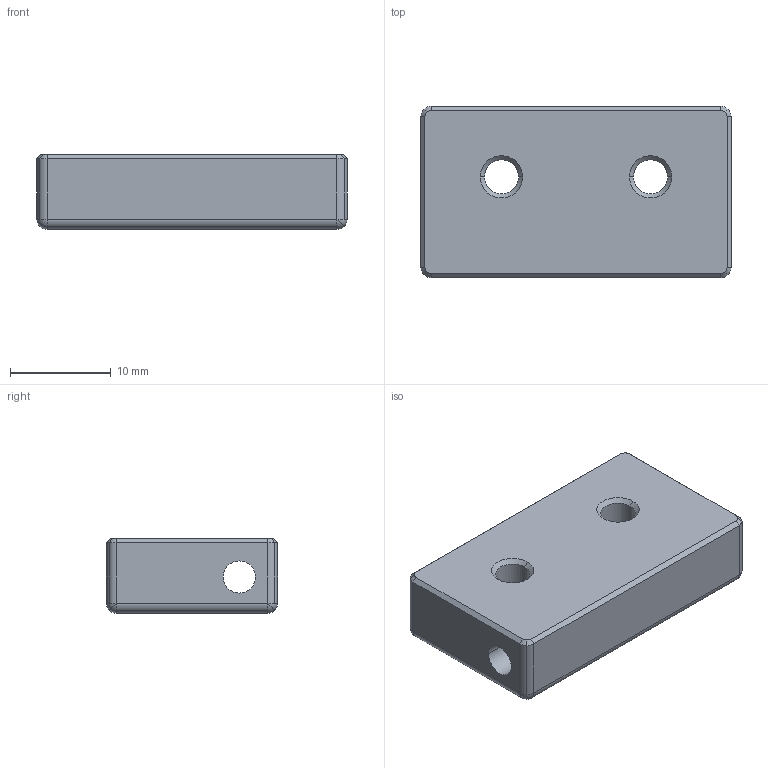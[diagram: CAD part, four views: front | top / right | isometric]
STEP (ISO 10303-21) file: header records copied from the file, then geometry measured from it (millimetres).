
FILE_DESCRIPTION (( 'STEP AP214' ), '1' );
FILE_NAME ('LCD_Hinge.STEP', '2020-05-08T12:55:58', ( '' ), ( '' ), 'SwSTEP 2.0', 'SolidWorks 2019', '' );
FILE_SCHEMA (( 'AUTOMOTIVE_DESIGN' ));
Length unit declared in the file: metre
Products named in the file (1): LCD_Hinge
Bounding box: 30.8 x 17 x 7.4 mm (x, y, z)
Volume: 2762 mm3; surface area: 2149.4 mm2
Topology: 1 solids, 1 shells, 83 faces, 198 edges, 116 vertices
Faces by surface type: cylinder 40, plane 19, cone 12, sphere 10, bspline 2
Entity records: 2459 total; most frequent: DIRECTION 454, CARTESIAN_POINT 447, ORIENTED_EDGE 392, EDGE_CURVE 196, AXIS2_PLACEMENT_3D 180, VERTEX_POINT 116, CIRCLE 98, VECTOR 94
